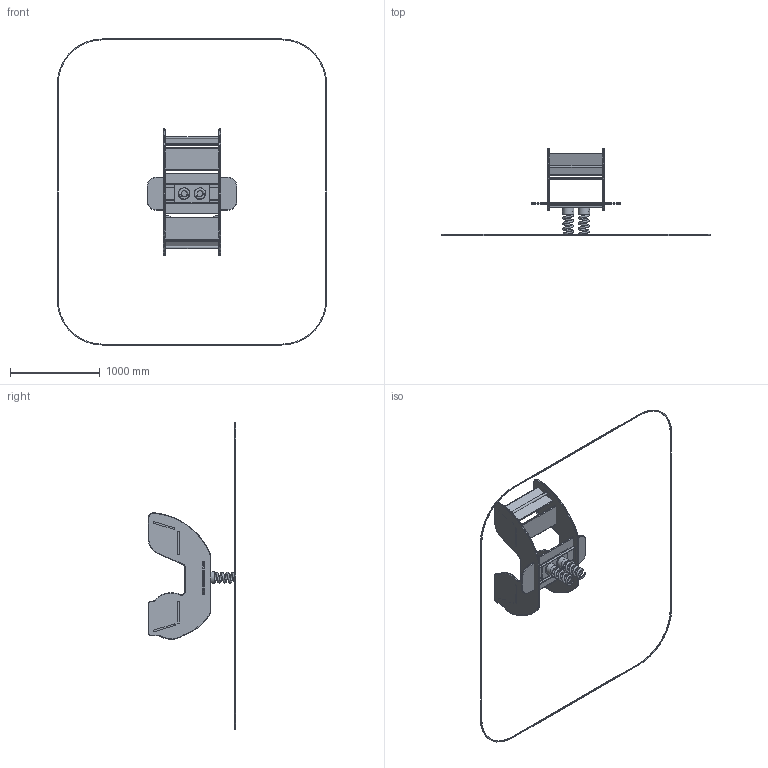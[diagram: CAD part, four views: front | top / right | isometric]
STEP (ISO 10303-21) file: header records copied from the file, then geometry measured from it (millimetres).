
FILE_DESCRIPTION(('STEP AP214'), '1');
FILE_NAME('Êà÷àëêà íà ïðóæèíå ÊÁ-11 ñ ÔÊ', '', ('UNSPECIFIED'), ('UNSPECIFIED'), 'C3D Converter', 'C3D Toolkit', '');
FILE_SCHEMA(('AUTOMOTIVE_DESIGN { 1 0 10303 214 3 1 1}'));
Length unit declared in the file: millimetre
Products named in the file (27): КБ-11-00.00.00; ФК-02.00; ФК-03.01; ФК-01.01; ФК-02.01; ФК-02.04; КБ-11-01.00.00; КБ-204.02.02; КБ-201.1.02.05; КБ-201.1.02.03; КБ-204.02.01; КБ-202.01.02; КБ-204.02.03; КБ-11-00.00.01; КБ-11-00.00.02; КБ-11.00.00.03; КБ-04-00.00.04; КБ-11.00.00.05; КБ-04-01.00.00-7024; СИС-11.01; КБ-04-01.00.01; КБ-02.1-02.00.00-7024; СИС-65.01; ПС-01К.01.01
Assembly tree (56 placements, depth 4):
  КБ-11-00.00.00
    ФК-02.00
      ФК-03.01  x6
      ФК-01.01  x6
      ФК-02.01  x4
      ФК-02.04  x6
    КБ-11-00.00.00
      КБ-11-01.00.00
        КБ-204.02.02
        КБ-201.1.02.05  x2
        КБ-201.1.02.03
        КБ-201.1.02.03
        КБ-201.1.02.05  x2
        КБ-204.02.01
        КБ-202.01.02  x2
        КБ-204.02.03  x2
      КБ-11-00.00.01
      КБ-11-00.00.02
      КБ-11.00.00.03
      КБ-04-00.00.04  x2
      КБ-11.00.00.05  x2
      КБ-04-01.00.00-7024  x2
        СИС-11.01
        КБ-04-01.00.01
      КБ-02.1-02.00.00-7024  x4
        СИС-65.01
        ПС-01К.01.01
Bounding box: 3000 x 972.3 x 3410.14 mm (x, y, z)
Volume: 46926972.1 mm3; surface area: 6621581.3 mm2
Topology: 35 solids, 35 shells, 558 faces, 1218 edges, 732 vertices
Faces by surface type: plane 256, cylinder 144, cone 72, torus 60, bspline 18, extrusion 8
Full cylindrical faces by diameter (mm): 21.4 x2, 27 x2, 120 x2, 130 x2
Entity records: 40715 total; most frequent: CARTESIAN_POINT 30613, DIRECTION 1705, ORIENTED_EDGE 1430, EDGE_CURVE 715, AXIS2_PLACEMENT_3D 666, VERTEX_POINT 434, VECTOR 373, LINE 365
